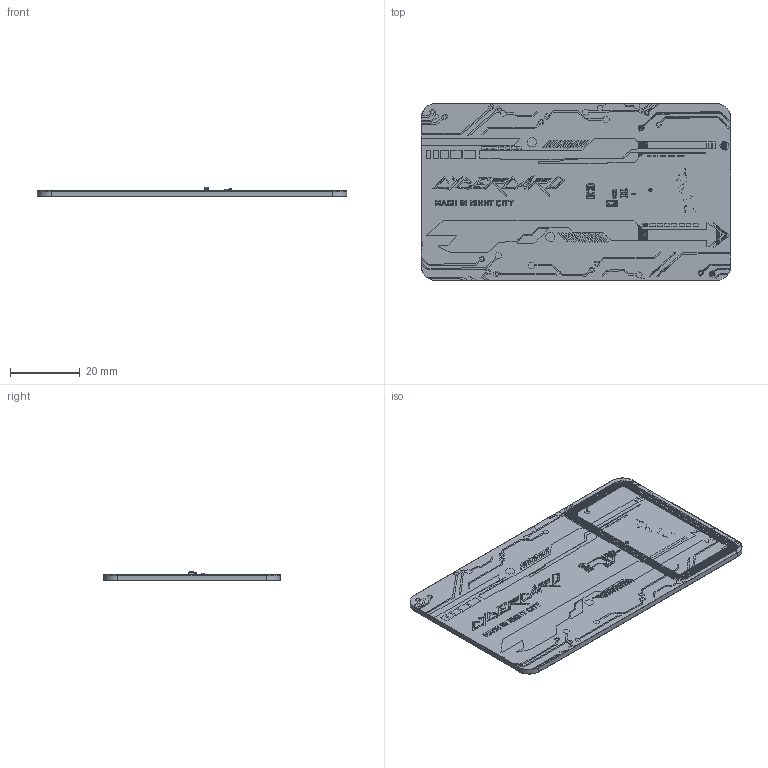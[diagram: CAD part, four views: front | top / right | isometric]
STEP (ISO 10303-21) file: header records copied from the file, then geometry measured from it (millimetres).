
FILE_DESCRIPTION(('KiCad electronic assembly'),'2;1');
FILE_NAME('CyberCard.step','2025-07-30T10:59:13',('Pcbnew'),('Kicad'), 'Open CASCADE STEP processor 7.8','KiCad to STEP converter','Unknown' );
FILE_SCHEMA(('AUTOMOTIVE_DESIGN { 1 0 10303 214 1 1 1 1 }'));
Length unit declared in the file: millimetre
Products named in the file (10): CyberCard 1; LED0805-RD; C_0603_1608Metric; R_0603_1608Metric; CyberCard_copper; CyberCard_pad; CyberCard_via; CyberCard_silkscreen; CyberCard_soldermask; CyberCard_PCB
Assembly tree (9 placements, depth 2):
  CyberCard 1
    LED0805-RD
    C_0603_1608Metric
    R_0603_1608Metric
    CyberCard_copper
    CyberCard_pad
    CyberCard_via
    CyberCard_silkscreen
    CyberCard_soldermask
    CyberCard_PCB
Bounding box: 88.9 x 50.8 x 2.67 mm (x, y, z)
Volume: 6815.3 mm3; surface area: 19533.8 mm2
Topology: 63 solids, 270 shells, 1807 faces, 7771 edges, 6320 vertices
Faces by surface type: plane 1551, cylinder 136, bspline 116, cone 4
Full cylindrical faces by diameter (mm): 0.25 x1, 0.251 x3, 0.275 x3, 0.3 x2, 0.301 x2, 0.808 x2
Entity records: 86975 total; most frequent: CARTESIAN_POINT 18944, ORIENTED_EDGE 12076, DIRECTION 11266, EDGE_CURVE 7767, LINE 7188, VECTOR 7188, VERTEX_POINT 6321, AXIS2_PLACEMENT_3D 2039
